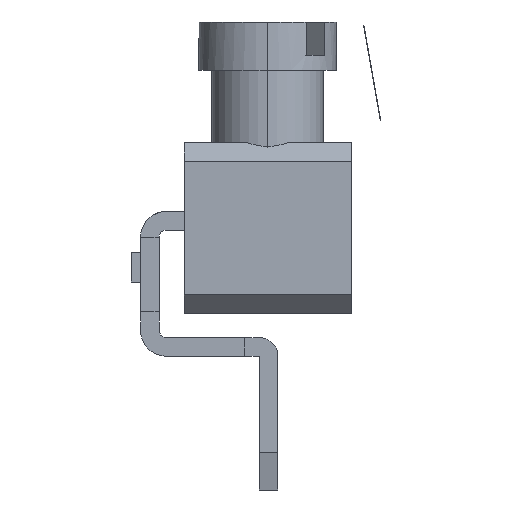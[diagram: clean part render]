
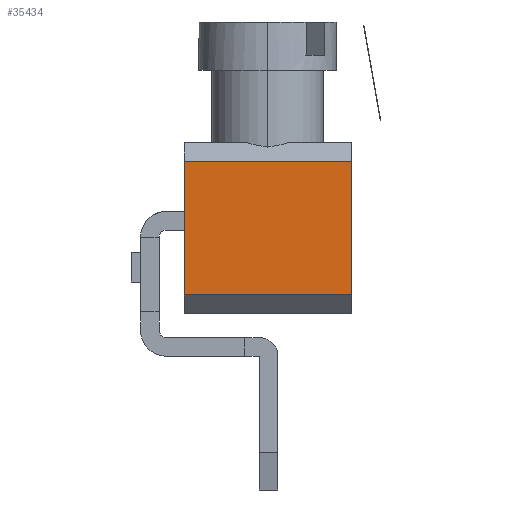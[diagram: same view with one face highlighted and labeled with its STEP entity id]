
A CAD part, left-side view. The second image highlights one B-rep face of the part: STEP entity #35434.
In plain terms, the highlighted planar face has unit normal (-1, 0, 0).
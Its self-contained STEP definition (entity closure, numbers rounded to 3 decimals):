
#3708 = EDGE_CURVE ( 'NONE', #24898, #21019, #29317, .T. ) ;
#3716 = EDGE_CURVE ( 'NONE', #37992, #24898, #16594, .T. ) ;
#4025 = CARTESIAN_POINT ( 'NONE',  ( 0.64, 1.83, 5.251 ) ) ;
#4462 = CARTESIAN_POINT ( 'NONE',  ( 0.64, 1.83, 1.65 ) ) ;
#6635 = CARTESIAN_POINT ( 'NONE',  ( 0.64, 6.33, 1.65 ) ) ;
#6904 = VECTOR ( 'NONE', #31466, 1000. ) ;
#7325 = DIRECTION ( 'NONE',  ( 0., -1., 0. ) ) ;
#8060 = DIRECTION ( 'NONE',  ( 0., 0., 1. ) ) ;
#11880 = CARTESIAN_POINT ( 'NONE',  ( 0.64, 1.83, 5.251 ) ) ;
#13018 = AXIS2_PLACEMENT_3D ( 'NONE', #4025, #26953, #7325 ) ;
#14526 = VERTEX_POINT ( 'NONE', #23139 ) ;
#15306 = DIRECTION ( 'NONE',  ( 0., 0., 1. ) ) ;
#16594 = LINE ( 'NONE', #41544, #33926 ) ;
#17709 = FACE_OUTER_BOUND ( 'NONE', #19626, .T. ) ;
#18696 = LINE ( 'NONE', #11880, #6904 ) ;
#19626 = EDGE_LOOP ( 'NONE', ( #41941, #37698, #38454, #22831 ) ) ;
#19655 = EDGE_CURVE ( 'NONE', #21019, #14526, #18696, .T. ) ;
#21019 = VERTEX_POINT ( 'NONE', #32059 ) ;
#22831 = ORIENTED_EDGE ( 'NONE', *, *, #3708, .T. ) ;
#23139 = CARTESIAN_POINT ( 'NONE',  ( 0.64, 6.33, 5.251 ) ) ;
#24790 = VECTOR ( 'NONE', #15306, 1000. ) ;
#24898 = VERTEX_POINT ( 'NONE', #4462 ) ;
#25000 = CARTESIAN_POINT ( 'NONE',  ( 0.64, 6.33, -25.04 ) ) ;
#26953 = DIRECTION ( 'NONE',  ( -1., 0., 0. ) ) ;
#28315 = VECTOR ( 'NONE', #8060, 1000. ) ;
#29317 = LINE ( 'NONE', #40690, #28315 ) ;
#29987 = EDGE_CURVE ( 'NONE', #37992, #14526, #40965, .T. ) ;
#31466 = DIRECTION ( 'NONE',  ( 0., 1., 0. ) ) ;
#32059 = CARTESIAN_POINT ( 'NONE',  ( 0.64, 1.83, 5.251 ) ) ;
#33338 = PLANE ( 'NONE',  #13018 ) ;
#33926 = VECTOR ( 'NONE', #41456, 1000. ) ;
#35434 = ADVANCED_FACE ( 'NONE', ( #17709 ), #33338, .T. ) ;
#37698 = ORIENTED_EDGE ( 'NONE', *, *, #29987, .F. ) ;
#37992 = VERTEX_POINT ( 'NONE', #6635 ) ;
#38454 = ORIENTED_EDGE ( 'NONE', *, *, #3716, .T. ) ;
#40690 = CARTESIAN_POINT ( 'NONE',  ( 0.64, 1.83, -25.04 ) ) ;
#40965 = LINE ( 'NONE', #25000, #24790 ) ;
#41456 = DIRECTION ( 'NONE',  ( 0., -1., 0. ) ) ;
#41544 = CARTESIAN_POINT ( 'NONE',  ( 0.64, 1.83, 1.65 ) ) ;
#41941 = ORIENTED_EDGE ( 'NONE', *, *, #19655, .T. ) ;
